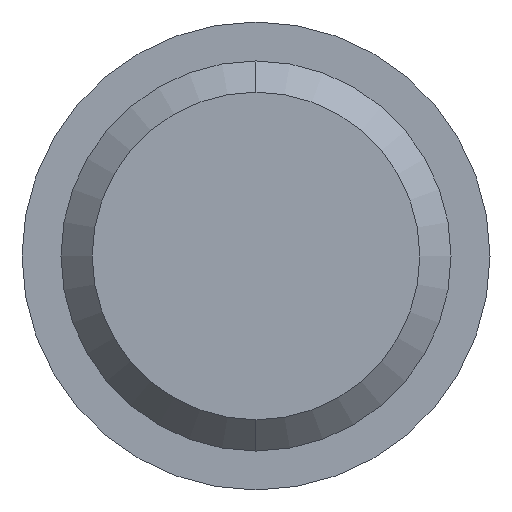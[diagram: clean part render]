
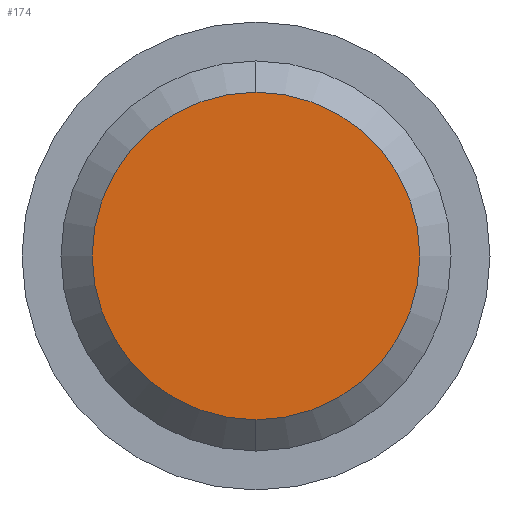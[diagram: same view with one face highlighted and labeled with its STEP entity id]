
A CAD part, left-side view. The second image highlights one B-rep face of the part: STEP entity #174.
In plain terms, the highlighted planar face has unit normal (-1, 0, 0).
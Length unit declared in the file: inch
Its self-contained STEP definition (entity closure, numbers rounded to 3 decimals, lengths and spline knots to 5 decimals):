
#20 = CIRCLE ( 'NONE', #295, 0.02067 ) ;
#45 = DIRECTION ( 'NONE',  ( 0., 0., -1. ) ) ;
#63 = CARTESIAN_POINT ( 'NONE',  ( 5.12564, 3.22784, 0. ) ) ;
#93 = EDGE_CURVE ( 'NONE', #371, #337, #141, .T. ) ;
#108 = ORIENTED_EDGE ( 'NONE', *, *, #93, .F. ) ;
#141 = CIRCLE ( 'NONE', #413, 0.02067 ) ;
#166 = DIRECTION ( 'NONE',  ( 0., 0., -1. ) ) ;
#170 = PLANE ( 'NONE',  #431 ) ;
#174 = ADVANCED_FACE ( 'NONE', ( #241 ), #170, .F. ) ;
#221 = CARTESIAN_POINT ( 'NONE',  ( 5.12564, 3.22784, -0.02067 ) ) ;
#239 = DIRECTION ( 'NONE',  ( 1., 0., 0. ) ) ;
#241 = FACE_OUTER_BOUND ( 'NONE', #356, .T. ) ;
#247 = EDGE_CURVE ( 'NONE', #337, #371, #20, .T. ) ;
#278 = CARTESIAN_POINT ( 'NONE',  ( 5.12564, 3.22784, 0. ) ) ;
#285 = CARTESIAN_POINT ( 'NONE',  ( 5.12564, 3.22784, 0.02067 ) ) ;
#295 = AXIS2_PLACEMENT_3D ( 'NONE', #63, #423, #355 ) ;
#337 = VERTEX_POINT ( 'NONE', #285 ) ;
#344 = CARTESIAN_POINT ( 'NONE',  ( 5.12564, 3.22784, 0. ) ) ;
#355 = DIRECTION ( 'NONE',  ( 0., 0., -1. ) ) ;
#356 = EDGE_LOOP ( 'NONE', ( #108, #466 ) ) ;
#371 = VERTEX_POINT ( 'NONE', #221 ) ;
#413 = AXIS2_PLACEMENT_3D ( 'NONE', #344, #239, #45 ) ;
#423 = DIRECTION ( 'NONE',  ( 1., 0., 0. ) ) ;
#431 = AXIS2_PLACEMENT_3D ( 'NONE', #278, #459, #166 ) ;
#459 = DIRECTION ( 'NONE',  ( 1., 0., 0. ) ) ;
#466 = ORIENTED_EDGE ( 'NONE', *, *, #247, .F. ) ;
